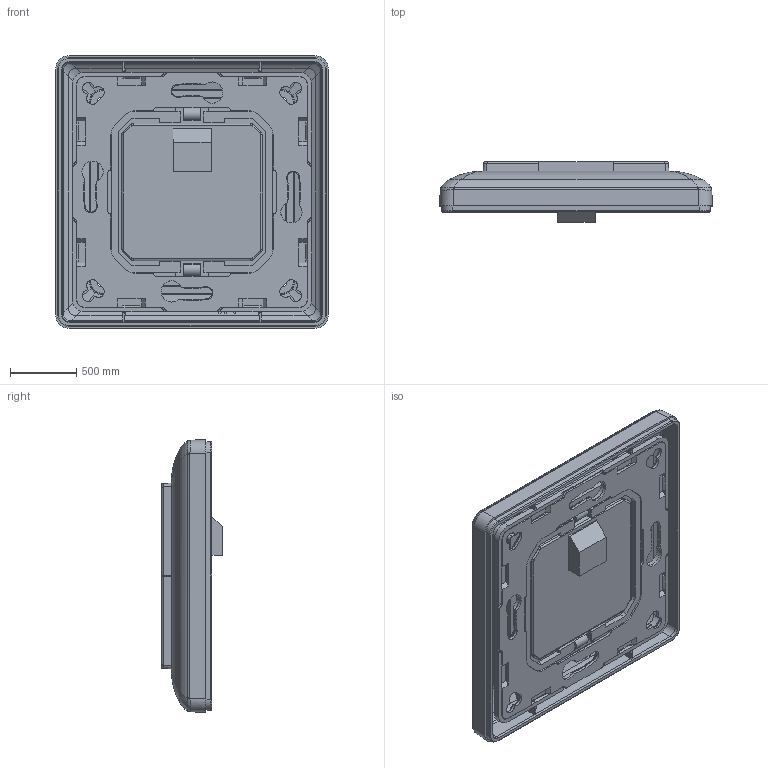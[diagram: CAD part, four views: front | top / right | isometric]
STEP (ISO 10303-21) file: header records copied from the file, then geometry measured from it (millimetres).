
FILE_DESCRIPTION((''),'2;1');
FILE_NAME('ASM0001_ASM_53_ASM_3_ASM_1_ASM','2025-01-20T16:01:02',('86181'),(''),'CREO PARAMETRIC BY PTC INC, 2018050','CREO PARAMETRIC BY PTC INC, 2018050','');
FILE_SCHEMA(('AUTOMOTIVE_DESIGN { 1 0 10303 214 1 1 1 1 }'));
Length unit declared in the file: inch
Products named in the file (14): KEY-2_3_1_1_1; KEY-2_3_2_1_1; KEY-2_3_ASM_1_ASM_1_ASM; PCB_17_1_1; WALL-BRACKET_19_1_1_1; WALL-BRACKET_19_1_2_1; WALL-BRACKET_19_1_3_1; WALL-BRACKET_19_1_ASM_1_ASM; TOP-1_2_3_1; MP_1_1_1; BOTTOM-2_5_1_1; MT_1_1_1; H151041-2_3_1_1; ASM0001_ASM_53_ASM_3_ASM_1_ASM
Assembly tree (15 placements, depth 3):
  ASM0001_ASM_53_ASM_3_ASM_1_ASM
    KEY-2_3_ASM_1_ASM_1_ASM  x3
      KEY-2_3_1_1_1
      KEY-2_3_2_1_1
    PCB_17_1_1
    WALL-BRACKET_19_1_ASM_1_ASM
      WALL-BRACKET_19_1_1_1
      WALL-BRACKET_19_1_2_1
      WALL-BRACKET_19_1_3_1
    TOP-1_2_3_1
    MP_1_1_1
    BOTTOM-2_5_1_1
    MT_1_1_1
    H151041-2_3_1_1
Bounding box: 2055.63 x 454.66 x 2055.63 mm (x, y, z)
Volume: 1182495237.8 mm3; surface area: 32731112.4 mm2
Topology: 15 solids, 19 shells, 845 faces, 2459 edges, 1632 vertices
Faces by surface type: plane 475, cylinder 256, bspline 78, cone 32, torus 4
Entity records: 34392 total; most frequent: CARTESIAN_POINT 9482, ORIENTED_EDGE 4742, DIRECTION 4115, EDGE_CURVE 2371, VERTEX_POINT 1576, VECTOR 1507, LINE 1507, AXIS2_PLACEMENT_3D 1304
